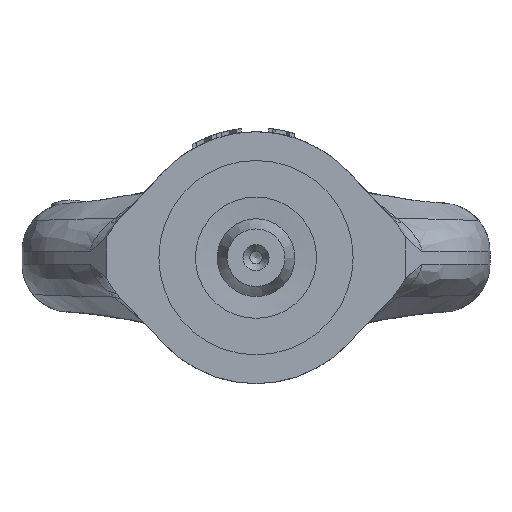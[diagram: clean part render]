
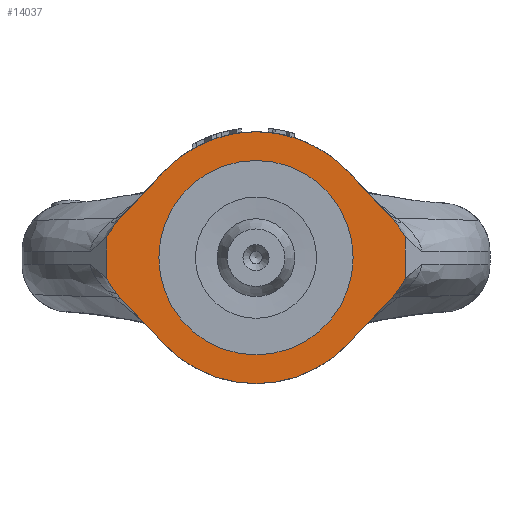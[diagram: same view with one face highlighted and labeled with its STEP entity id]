
A CAD part, front view. The second image highlights one B-rep face of the part: STEP entity #14037.
In plain terms, the highlighted planar face has unit normal (0, -1, 0).
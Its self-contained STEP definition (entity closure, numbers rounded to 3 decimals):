
#581=LINE('',#25734,#1348);
#587=LINE('',#26007,#1354);
#589=LINE('',#27691,#1356);
#590=LINE('',#27692,#1357);
#591=LINE('',#27693,#1358);
#597=LINE('',#28751,#1364);
#599=LINE('',#28993,#1366);
#603=LINE('',#30691,#1370);
#604=LINE('',#30692,#1371);
#605=LINE('',#30693,#1372);
#1348=VECTOR('',#16530,10.);
#1354=VECTOR('',#16542,10.);
#1356=VECTOR('',#16592,10.);
#1357=VECTOR('',#16593,10.);
#1358=VECTOR('',#16594,10.);
#1364=VECTOR('',#16638,10.);
#1366=VECTOR('',#16646,10.);
#1370=VECTOR('',#16698,10.);
#1371=VECTOR('',#16699,10.);
#1372=VECTOR('',#16700,10.);
#1954=PLANE('',#15002);
#2169=FACE_BOUND('',#3528,.T.);
#2665=FACE_OUTER_BOUND('',#3527,.T.);
#3527=EDGE_LOOP('',(#11106,#11107,#11108,#11109,#11110,#11111,#11112,#11113,
#11114,#11115,#11116,#11117,#11118,#11119,#11120,#11121,#11122,#11123,#11124,
#11125));
#3528=EDGE_LOOP('',(#11126));
#4128=CIRCLE('',#14903,12.5);
#4137=CIRCLE('',#14921,6.15);
#4140=CIRCLE('',#14927,6.15);
#4167=CIRCLE('',#14967,6.15);
#4170=CIRCLE('',#14973,6.15);
#4187=CIRCLE('',#14999,16.2);
#4188=CIRCLE('',#15001,16.2);
#4800=B_SPLINE_CURVE_WITH_KNOTS('',3,(#25308,#25309,#25310,#25311),
 .UNSPECIFIED.,.F.,.F.,(4,4),(0.,0.199),.UNSPECIFIED.);
#4813=B_SPLINE_CURVE_WITH_KNOTS('',3,(#25905,#25906,#25907,#25908,#25909,
#25910),.UNSPECIFIED.,.F.,.F.,(4,2,4),(0.822,0.919,
1.046),.UNSPECIFIED.);
#4870=B_SPLINE_CURVE_WITH_KNOTS('',3,(#28333,#28334,#28335,#28336),
 .UNSPECIFIED.,.F.,.F.,(4,4),(0.,0.199),.UNSPECIFIED.);
#4881=B_SPLINE_CURVE_WITH_KNOTS('',3,(#28905,#28906,#28907,#28908,#28909,
#28910),.UNSPECIFIED.,.F.,.F.,(4,2,4),(0.822,0.919,
1.046),.UNSPECIFIED.);
#5845=VERTEX_POINT('',#24929);
#5868=VERTEX_POINT('',#25298);
#5869=VERTEX_POINT('',#25307);
#5877=VERTEX_POINT('',#25729);
#5878=VERTEX_POINT('',#25733);
#5885=VERTEX_POINT('',#25903);
#5886=VERTEX_POINT('',#25904);
#5893=VERTEX_POINT('',#26004);
#5894=VERTEX_POINT('',#26006);
#5914=VERTEX_POINT('',#27689);
#5915=VERTEX_POINT('',#27690);
#5933=VERTEX_POINT('',#28298);
#5936=VERTEX_POINT('',#28325);
#5942=VERTEX_POINT('',#28729);
#5946=VERTEX_POINT('',#28749);
#5950=VERTEX_POINT('',#28903);
#5951=VERTEX_POINT('',#28904);
#5955=VERTEX_POINT('',#28990);
#5956=VERTEX_POINT('',#28992);
#5979=VERTEX_POINT('',#30689);
#5980=VERTEX_POINT('',#30690);
#7560=EDGE_CURVE('',#5845,#5845,#4128,.T.);
#7590=EDGE_CURVE('',#5869,#5868,#4800,.T.);
#7602=EDGE_CURVE('',#5869,#5877,#4137,.T.);
#7604=EDGE_CURVE('',#5877,#5878,#581,.T.);
#7612=EDGE_CURVE('',#5885,#5886,#4813,.F.);
#7623=EDGE_CURVE('',#5893,#5894,#587,.T.);
#7625=EDGE_CURVE('',#5894,#5885,#4140,.T.);
#7682=EDGE_CURVE('',#5914,#5915,#589,.T.);
#7683=EDGE_CURVE('',#5868,#5915,#590,.T.);
#7684=EDGE_CURVE('',#5886,#5914,#591,.F.);
#7715=EDGE_CURVE('',#5936,#5933,#4870,.T.);
#7725=EDGE_CURVE('',#5936,#5942,#4167,.T.);
#7730=EDGE_CURVE('',#5942,#5946,#597,.T.);
#7734=EDGE_CURVE('',#5950,#5951,#4881,.F.);
#7742=EDGE_CURVE('',#5956,#5955,#599,.T.);
#7747=EDGE_CURVE('',#5955,#5950,#4170,.T.);
#7804=EDGE_CURVE('',#5979,#5980,#603,.T.);
#7805=EDGE_CURVE('',#5951,#5979,#604,.F.);
#7806=EDGE_CURVE('',#5933,#5980,#605,.T.);
#7811=EDGE_CURVE('',#5893,#5956,#4187,.T.);
#7812=EDGE_CURVE('',#5946,#5878,#4188,.T.);
#11106=ORIENTED_EDGE('',*,*,#7811,.T.);
#11107=ORIENTED_EDGE('',*,*,#7742,.T.);
#11108=ORIENTED_EDGE('',*,*,#7747,.T.);
#11109=ORIENTED_EDGE('',*,*,#7734,.T.);
#11110=ORIENTED_EDGE('',*,*,#7805,.T.);
#11111=ORIENTED_EDGE('',*,*,#7804,.T.);
#11112=ORIENTED_EDGE('',*,*,#7806,.F.);
#11113=ORIENTED_EDGE('',*,*,#7715,.F.);
#11114=ORIENTED_EDGE('',*,*,#7725,.T.);
#11115=ORIENTED_EDGE('',*,*,#7730,.T.);
#11116=ORIENTED_EDGE('',*,*,#7812,.T.);
#11117=ORIENTED_EDGE('',*,*,#7604,.F.);
#11118=ORIENTED_EDGE('',*,*,#7602,.F.);
#11119=ORIENTED_EDGE('',*,*,#7590,.T.);
#11120=ORIENTED_EDGE('',*,*,#7683,.T.);
#11121=ORIENTED_EDGE('',*,*,#7682,.F.);
#11122=ORIENTED_EDGE('',*,*,#7684,.F.);
#11123=ORIENTED_EDGE('',*,*,#7612,.F.);
#11124=ORIENTED_EDGE('',*,*,#7625,.F.);
#11125=ORIENTED_EDGE('',*,*,#7623,.F.);
#11126=ORIENTED_EDGE('',*,*,#7560,.T.);
#14037=ADVANCED_FACE('',(#2665,#2169),#1954,.T.);
#14903=AXIS2_PLACEMENT_3D('',#24930,#16485,#16486);
#14921=AXIS2_PLACEMENT_3D('',#25730,#16525,#16526);
#14927=AXIS2_PLACEMENT_3D('',#26010,#16546,#16547);
#14967=AXIS2_PLACEMENT_3D('',#28731,#16632,#16633);
#14973=AXIS2_PLACEMENT_3D('',#29010,#16652,#16653);
#14999=AXIS2_PLACEMENT_3D('',#30969,#16707,#16708);
#15001=AXIS2_PLACEMENT_3D('',#30971,#16711,#16712);
#15002=AXIS2_PLACEMENT_3D('',#30972,#16713,#16714);
#16485=DIRECTION('center_axis',(0.,1.,0.));
#16486=DIRECTION('ref_axis',(-1.,0.,0.));
#16525=DIRECTION('center_axis',(0.,1.,0.));
#16526=DIRECTION('ref_axis',(1.,0.,0.));
#16530=DIRECTION('',(-0.688,0.,-0.725));
#16542=DIRECTION('',(0.688,0.,-0.725));
#16546=DIRECTION('center_axis',(0.,1.,0.));
#16547=DIRECTION('ref_axis',(-1.,0.,0.));
#16592=DIRECTION('',(0.,0.,-1.));
#16593=DIRECTION('',(0.,0.,1.));
#16594=DIRECTION('',(0.,0.,1.));
#16632=DIRECTION('center_axis',(0.,-1.,0.));
#16633=DIRECTION('ref_axis',(-1.,0.,0.));
#16638=DIRECTION('',(0.688,0.,-0.725));
#16646=DIRECTION('',(-0.688,0.,-0.725));
#16652=DIRECTION('center_axis',(0.,-1.,0.));
#16653=DIRECTION('ref_axis',(1.,0.,0.));
#16698=DIRECTION('',(0.,0.,-1.));
#16699=DIRECTION('',(0.,0.,1.));
#16700=DIRECTION('',(0.,0.,1.));
#16707=DIRECTION('center_axis',(0.,-1.,0.));
#16708=DIRECTION('ref_axis',(0.,0.,
1.));
#16711=DIRECTION('center_axis',(0.,-1.,0.));
#16712=DIRECTION('ref_axis',(0.,0.,
1.));
#16713=DIRECTION('center_axis',(0.,-1.,0.));
#16714=DIRECTION('ref_axis',(0.,0.,-1.));
#24929=CARTESIAN_POINT('',(12.5,-35.3,0.));
#24930=CARTESIAN_POINT('Origin',(0.,-35.3,0.));
#25298=CARTESIAN_POINT('',(19.2,-35.3,-2.741));
#25307=CARTESIAN_POINT('',(18.129,-35.3,-4.318));
#25308=CARTESIAN_POINT('Ctrl Pts',(18.129,-35.3,-4.318));
#25309=CARTESIAN_POINT('Ctrl Pts',(18.503,-35.3,-3.77));
#25310=CARTESIAN_POINT('Ctrl Pts',(18.889,-35.3,-3.257));
#25311=CARTESIAN_POINT('Ctrl Pts',(19.2,-35.3,-2.741));
#25729=CARTESIAN_POINT('',(17.51,-35.3,-5.084));
#25730=CARTESIAN_POINT('Origin',(13.05,-35.3,-0.85));
#25733=CARTESIAN_POINT('',(11.749,-35.3,-11.153));
#25734=CARTESIAN_POINT('',(17.51,-35.3,-5.084));
#25903=CARTESIAN_POINT('',(18.194,-35.3,4.22));
#25904=CARTESIAN_POINT('',(19.2,-35.3,2.712));
#25905=CARTESIAN_POINT('Ctrl Pts',(19.2,-35.3,2.712));
#25906=CARTESIAN_POINT('Ctrl Pts',(19.071,-35.3,2.925));
#25907=CARTESIAN_POINT('Ctrl Pts',(18.929,-35.3,3.139));
#25908=CARTESIAN_POINT('Ctrl Pts',(18.591,-35.3,3.635));
#25909=CARTESIAN_POINT('Ctrl Pts',(18.388,-35.3,3.925));
#25910=CARTESIAN_POINT('Ctrl Pts',(18.194,-35.3,4.22));
#26004=CARTESIAN_POINT('',(11.749,-35.3,11.153));
#26006=CARTESIAN_POINT('',(17.51,-35.3,5.084));
#26007=CARTESIAN_POINT('',(11.749,-35.3,11.153));
#26010=CARTESIAN_POINT('Origin',(13.05,-35.3,0.85));
#27689=CARTESIAN_POINT('',(19.2,-35.3,0.85));
#27690=CARTESIAN_POINT('',(19.2,-35.3,-0.85));
#27691=CARTESIAN_POINT('',(19.2,-35.3,0.));
#27692=CARTESIAN_POINT('',(19.2,-35.3,-2.741));
#27693=CARTESIAN_POINT('',(19.2,-35.3,0.85));
#28298=CARTESIAN_POINT('',(-19.2,-35.3,-2.741));
#28325=CARTESIAN_POINT('',(-18.129,-35.3,-4.318));
#28333=CARTESIAN_POINT('Ctrl Pts',(-18.129,-35.3,-4.318));
#28334=CARTESIAN_POINT('Ctrl Pts',(-18.503,-35.3,-3.77));
#28335=CARTESIAN_POINT('Ctrl Pts',(-18.889,-35.3,-3.257));
#28336=CARTESIAN_POINT('Ctrl Pts',(-19.2,-35.3,-2.741));
#28729=CARTESIAN_POINT('',(-17.51,-35.3,-5.084));
#28731=CARTESIAN_POINT('Origin',(-13.05,-35.3,-0.85));
#28749=CARTESIAN_POINT('',(-11.749,-35.3,-11.153));
#28751=CARTESIAN_POINT('',(-17.51,-35.3,-5.084));
#28903=CARTESIAN_POINT('',(-18.194,-35.3,4.22));
#28904=CARTESIAN_POINT('',(-19.2,-35.3,2.712));
#28905=CARTESIAN_POINT('Ctrl Pts',(-19.2,-35.3,2.712));
#28906=CARTESIAN_POINT('Ctrl Pts',(-19.071,-35.3,2.925));
#28907=CARTESIAN_POINT('Ctrl Pts',(-18.929,-35.3,3.139));
#28908=CARTESIAN_POINT('Ctrl Pts',(-18.591,-35.3,3.635));
#28909=CARTESIAN_POINT('Ctrl Pts',(-18.388,-35.3,3.925));
#28910=CARTESIAN_POINT('Ctrl Pts',(-18.194,-35.3,4.22));
#28990=CARTESIAN_POINT('',(-17.51,-35.3,5.084));
#28992=CARTESIAN_POINT('',(-11.749,-35.3,11.153));
#28993=CARTESIAN_POINT('',(-11.749,-35.3,11.153));
#29010=CARTESIAN_POINT('Origin',(-13.05,-35.3,0.85));
#30689=CARTESIAN_POINT('',(-19.2,-35.3,0.85));
#30690=CARTESIAN_POINT('',(-19.2,-35.3,-0.85));
#30691=CARTESIAN_POINT('',(-19.2,-35.3,0.));
#30692=CARTESIAN_POINT('',(-19.2,-35.3,0.85));
#30693=CARTESIAN_POINT('',(-19.2,-35.3,-2.741));
#30969=CARTESIAN_POINT('Origin',(0.,-35.3,0.));
#30971=CARTESIAN_POINT('Origin',(0.,-35.3,0.));
#30972=CARTESIAN_POINT('Origin',(-6.776,-35.3,0.));
